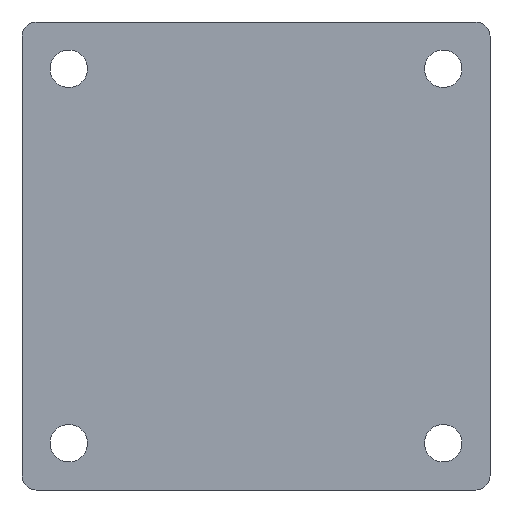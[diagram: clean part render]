
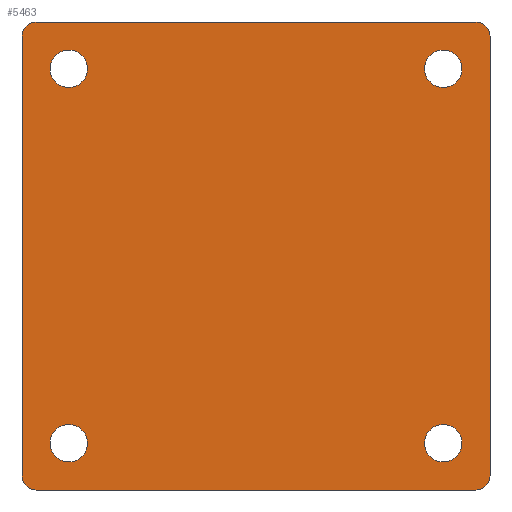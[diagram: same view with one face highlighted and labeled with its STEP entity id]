
A CAD part, front view. The second image highlights one B-rep face of the part: STEP entity #5463.
In plain terms, the highlighted planar face has unit normal (0, -1, 0).
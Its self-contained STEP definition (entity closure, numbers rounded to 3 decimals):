
#40 = CARTESIAN_POINT ( 'NONE',  ( -47., -1.5, 47. ) ) ;
#55 = DIRECTION ( 'NONE',  ( 0., 0., 1. ) ) ;
#62 = CARTESIAN_POINT ( 'NONE',  ( -47., -1.5, -47. ) ) ;
#70 = ORIENTED_EDGE ( 'NONE', *, *, #1883, .F. ) ;
#100 = DIRECTION ( 'NONE',  ( 0., 0., -1. ) ) ;
#107 = EDGE_LOOP ( 'NONE', ( #3310, #985, #651, #337, #1934, #5381, #70, #1565 ) ) ;
#131 = AXIS2_PLACEMENT_3D ( 'NONE', #1297, #3488, #55 ) ;
#149 = CIRCLE ( 'NONE', #4401, 4. ) ;
#171 = CARTESIAN_POINT ( 'NONE',  ( -50., -1.5, 47. ) ) ;
#187 = DIRECTION ( 'NONE',  ( 0., 1., 0. ) ) ;
#188 = EDGE_CURVE ( 'NONE', #3581, #775, #2196, .T. ) ;
#193 = ORIENTED_EDGE ( 'NONE', *, *, #508, .T. ) ;
#213 = VERTEX_POINT ( 'NONE', #253 ) ;
#234 = EDGE_LOOP ( 'NONE', ( #3324, #193 ) ) ;
#253 = CARTESIAN_POINT ( 'NONE',  ( -47., -1.5, 50. ) ) ;
#267 = CARTESIAN_POINT ( 'NONE',  ( 50., -1.5, -47. ) ) ;
#337 = ORIENTED_EDGE ( 'NONE', *, *, #1081, .T. ) ;
#411 = CIRCLE ( 'NONE', #3224, 3. ) ;
#414 = EDGE_CURVE ( 'NONE', #4737, #2780, #4120, .T. ) ;
#418 = DIRECTION ( 'NONE',  ( 0., 0., 1. ) ) ;
#440 = DIRECTION ( 'NONE',  ( 0., 0., 1. ) ) ;
#443 = DIRECTION ( 'NONE',  ( 0., 0., 1. ) ) ;
#508 = EDGE_CURVE ( 'NONE', #2780, #4737, #4658, .T. ) ;
#521 = VERTEX_POINT ( 'NONE', #2631 ) ;
#612 = DIRECTION ( 'NONE',  ( 0., 0., 1. ) ) ;
#651 = ORIENTED_EDGE ( 'NONE', *, *, #1357, .F. ) ;
#721 = AXIS2_PLACEMENT_3D ( 'NONE', #1874, #187, #612 ) ;
#735 = FACE_BOUND ( 'NONE', #875, .T. ) ;
#775 = VERTEX_POINT ( 'NONE', #267 ) ;
#819 = LINE ( 'NONE', #3380, #4346 ) ;
#839 = ORIENTED_EDGE ( 'NONE', *, *, #1007, .T. ) ;
#875 = EDGE_LOOP ( 'NONE', ( #839, #5197 ) ) ;
#985 = ORIENTED_EDGE ( 'NONE', *, *, #3517, .T. ) ;
#1007 = EDGE_CURVE ( 'NONE', #5372, #521, #4571, .T. ) ;
#1014 = EDGE_CURVE ( 'NONE', #3474, #2936, #4722, .T. ) ;
#1022 = DIRECTION ( 'NONE',  ( 0., 0., 1. ) ) ;
#1065 = VECTOR ( 'NONE', #1462, 1000. ) ;
#1081 = EDGE_CURVE ( 'NONE', #5570, #5097, #3138, .T. ) ;
#1102 = DIRECTION ( 'NONE',  ( 0., 0., -1. ) ) ;
#1128 = EDGE_CURVE ( 'NONE', #3581, #5097, #2934, .T. ) ;
#1189 = DIRECTION ( 'NONE',  ( 0., 0., -1. ) ) ;
#1215 = DIRECTION ( 'NONE',  ( 0., -1., 0. ) ) ;
#1222 = CARTESIAN_POINT ( 'NONE',  ( 40., -1.5, -40. ) ) ;
#1257 = EDGE_CURVE ( 'NONE', #521, #5372, #1693, .T. ) ;
#1297 = CARTESIAN_POINT ( 'NONE',  ( 40., -1.5, 40. ) ) ;
#1335 = LINE ( 'NONE', #3602, #1065 ) ;
#1357 = EDGE_CURVE ( 'NONE', #5570, #1426, #3946, .T. ) ;
#1369 = VERTEX_POINT ( 'NONE', #3486 ) ;
#1426 = VERTEX_POINT ( 'NONE', #171 ) ;
#1462 = DIRECTION ( 'NONE',  ( 1., 0., 0. ) ) ;
#1537 = CIRCLE ( 'NONE', #3520, 3. ) ;
#1565 = ORIENTED_EDGE ( 'NONE', *, *, #5479, .T. ) ;
#1651 = AXIS2_PLACEMENT_3D ( 'NONE', #5179, #4267, #443 ) ;
#1686 = AXIS2_PLACEMENT_3D ( 'NONE', #1222, #4263, #418 ) ;
#1693 = CIRCLE ( 'NONE', #1651, 4. ) ;
#1723 = CARTESIAN_POINT ( 'NONE',  ( -50., -1.5, -47. ) ) ;
#1791 = AXIS2_PLACEMENT_3D ( 'NONE', #3101, #1215, #2087 ) ;
#1806 = VECTOR ( 'NONE', #5206, 1000. ) ;
#1816 = CARTESIAN_POINT ( 'NONE',  ( -50., -1.5, 50. ) ) ;
#1874 = CARTESIAN_POINT ( 'NONE',  ( -40., -1.5, -40. ) ) ;
#1883 = EDGE_CURVE ( 'NONE', #4506, #775, #819, .T. ) ;
#1934 = ORIENTED_EDGE ( 'NONE', *, *, #1128, .F. ) ;
#2027 = EDGE_CURVE ( 'NONE', #3129, #5125, #149, .T. ) ;
#2032 = EDGE_LOOP ( 'NONE', ( #3909, #2415 ) ) ;
#2087 = DIRECTION ( 'NONE',  ( 0., 0., -1. ) ) ;
#2091 = DIRECTION ( 'NONE',  ( 0., 1., 0. ) ) ;
#2109 = CARTESIAN_POINT ( 'NONE',  ( 47., -1.5, 47. ) ) ;
#2150 = CIRCLE ( 'NONE', #3018, 4. ) ;
#2153 = AXIS2_PLACEMENT_3D ( 'NONE', #62, #5273, #100 ) ;
#2185 = DIRECTION ( 'NONE',  ( 0., 1., 0. ) ) ;
#2191 = CARTESIAN_POINT ( 'NONE',  ( -40., -1.5, -36. ) ) ;
#2196 = CIRCLE ( 'NONE', #4081, 3. ) ;
#2281 = ORIENTED_EDGE ( 'NONE', *, *, #2613, .T. ) ;
#2357 = CARTESIAN_POINT ( 'NONE',  ( -40., -1.5, -40. ) ) ;
#2415 = ORIENTED_EDGE ( 'NONE', *, *, #3976, .T. ) ;
#2420 = FACE_BOUND ( 'NONE', #234, .T. ) ;
#2449 = DIRECTION ( 'NONE',  ( 0., -1., 0. ) ) ;
#2604 = EDGE_CURVE ( 'NONE', #213, #1369, #1335, .T. ) ;
#2613 = EDGE_CURVE ( 'NONE', #5125, #3129, #5537, .T. ) ;
#2631 = CARTESIAN_POINT ( 'NONE',  ( -40., -1.5, 36. ) ) ;
#2693 = FACE_OUTER_BOUND ( 'NONE', #107, .T. ) ;
#2780 = VERTEX_POINT ( 'NONE', #4175 ) ;
#2827 = CARTESIAN_POINT ( 'NONE',  ( -40., -1.5, 44. ) ) ;
#2887 = CARTESIAN_POINT ( 'NONE',  ( 50., -1.5, 47. ) ) ;
#2888 = FACE_BOUND ( 'NONE', #2032, .T. ) ;
#2934 = LINE ( 'NONE', #4818, #1806 ) ;
#2936 = VERTEX_POINT ( 'NONE', #4668 ) ;
#3018 = AXIS2_PLACEMENT_3D ( 'NONE', #4309, #4806, #440 ) ;
#3047 = AXIS2_PLACEMENT_3D ( 'NONE', #4792, #2185, #3449 ) ;
#3064 = ORIENTED_EDGE ( 'NONE', *, *, #2027, .T. ) ;
#3101 = CARTESIAN_POINT ( 'NONE',  ( 50., -1.5, -50. ) ) ;
#3129 = VERTEX_POINT ( 'NONE', #2191 ) ;
#3138 = CIRCLE ( 'NONE', #2153, 3. ) ;
#3224 = AXIS2_PLACEMENT_3D ( 'NONE', #2109, #3415, #4756 ) ;
#3310 = ORIENTED_EDGE ( 'NONE', *, *, #2604, .F. ) ;
#3324 = ORIENTED_EDGE ( 'NONE', *, *, #414, .T. ) ;
#3380 = CARTESIAN_POINT ( 'NONE',  ( 50., -1.5, 50. ) ) ;
#3415 = DIRECTION ( 'NONE',  ( 0., -1., 0. ) ) ;
#3423 = CARTESIAN_POINT ( 'NONE',  ( -40., -1.5, 40. ) ) ;
#3449 = DIRECTION ( 'NONE',  ( 0., 0., 1. ) ) ;
#3474 = VERTEX_POINT ( 'NONE', #5146 ) ;
#3483 = CARTESIAN_POINT ( 'NONE',  ( -40., -1.5, -44. ) ) ;
#3486 = CARTESIAN_POINT ( 'NONE',  ( 47., -1.5, 50. ) ) ;
#3488 = DIRECTION ( 'NONE',  ( 0., 1., 0. ) ) ;
#3517 = EDGE_CURVE ( 'NONE', #213, #1426, #1537, .T. ) ;
#3520 = AXIS2_PLACEMENT_3D ( 'NONE', #40, #4798, #3947 ) ;
#3581 = VERTEX_POINT ( 'NONE', #4749 ) ;
#3602 = CARTESIAN_POINT ( 'NONE',  ( -50., -1.5, 50. ) ) ;
#3695 = DIRECTION ( 'NONE',  ( 0., 1., 0. ) ) ;
#3753 = CARTESIAN_POINT ( 'NONE',  ( 47., -1.5, -47. ) ) ;
#3873 = DIRECTION ( 'NONE',  ( 0., 0., 1. ) ) ;
#3909 = ORIENTED_EDGE ( 'NONE', *, *, #1014, .T. ) ;
#3946 = LINE ( 'NONE', #1816, #4965 ) ;
#3947 = DIRECTION ( 'NONE',  ( 0., 0., -1. ) ) ;
#3976 = EDGE_CURVE ( 'NONE', #2936, #3474, #2150, .T. ) ;
#4081 = AXIS2_PLACEMENT_3D ( 'NONE', #3753, #2449, #1102 ) ;
#4120 = CIRCLE ( 'NONE', #3047, 4. ) ;
#4175 = CARTESIAN_POINT ( 'NONE',  ( 40., -1.5, 36. ) ) ;
#4263 = DIRECTION ( 'NONE',  ( 0., 1., 0. ) ) ;
#4267 = DIRECTION ( 'NONE',  ( 0., 1., 0. ) ) ;
#4309 = CARTESIAN_POINT ( 'NONE',  ( 40., -1.5, -40. ) ) ;
#4346 = VECTOR ( 'NONE', #1189, 1000. ) ;
#4401 = AXIS2_PLACEMENT_3D ( 'NONE', #2357, #3695, #1022 ) ;
#4506 = VERTEX_POINT ( 'NONE', #2887 ) ;
#4571 = CIRCLE ( 'NONE', #4889, 4. ) ;
#4595 = FACE_BOUND ( 'NONE', #4836, .T. ) ;
#4658 = CIRCLE ( 'NONE', #131, 4. ) ;
#4668 = CARTESIAN_POINT ( 'NONE',  ( 40., -1.5, -44. ) ) ;
#4722 = CIRCLE ( 'NONE', #1686, 4. ) ;
#4737 = VERTEX_POINT ( 'NONE', #4917 ) ;
#4749 = CARTESIAN_POINT ( 'NONE',  ( 47., -1.5, -50. ) ) ;
#4756 = DIRECTION ( 'NONE',  ( 0., 0., -1. ) ) ;
#4777 = PLANE ( 'NONE',  #1791 ) ;
#4792 = CARTESIAN_POINT ( 'NONE',  ( 40., -1.5, 40. ) ) ;
#4798 = DIRECTION ( 'NONE',  ( 0., -1., 0. ) ) ;
#4806 = DIRECTION ( 'NONE',  ( 0., 1., 0. ) ) ;
#4808 = DIRECTION ( 'NONE',  ( 0., 0., 1. ) ) ;
#4818 = CARTESIAN_POINT ( 'NONE',  ( -50., -1.5, -50. ) ) ;
#4836 = EDGE_LOOP ( 'NONE', ( #3064, #2281 ) ) ;
#4889 = AXIS2_PLACEMENT_3D ( 'NONE', #3423, #2091, #3873 ) ;
#4917 = CARTESIAN_POINT ( 'NONE',  ( 40., -1.5, 44. ) ) ;
#4965 = VECTOR ( 'NONE', #4808, 1000. ) ;
#5097 = VERTEX_POINT ( 'NONE', #5196 ) ;
#5125 = VERTEX_POINT ( 'NONE', #3483 ) ;
#5146 = CARTESIAN_POINT ( 'NONE',  ( 40., -1.5, -36. ) ) ;
#5179 = CARTESIAN_POINT ( 'NONE',  ( -40., -1.5, 40. ) ) ;
#5196 = CARTESIAN_POINT ( 'NONE',  ( -47., -1.5, -50. ) ) ;
#5197 = ORIENTED_EDGE ( 'NONE', *, *, #1257, .T. ) ;
#5206 = DIRECTION ( 'NONE',  ( -1., 0., 0. ) ) ;
#5273 = DIRECTION ( 'NONE',  ( 0., -1., 0. ) ) ;
#5372 = VERTEX_POINT ( 'NONE', #2827 ) ;
#5381 = ORIENTED_EDGE ( 'NONE', *, *, #188, .T. ) ;
#5463 = ADVANCED_FACE ( 'NONE', ( #4595, #2888, #2420, #735, #2693 ), #4777, .T. ) ;
#5479 = EDGE_CURVE ( 'NONE', #4506, #1369, #411, .T. ) ;
#5537 = CIRCLE ( 'NONE', #721, 4. ) ;
#5570 = VERTEX_POINT ( 'NONE', #1723 ) ;
